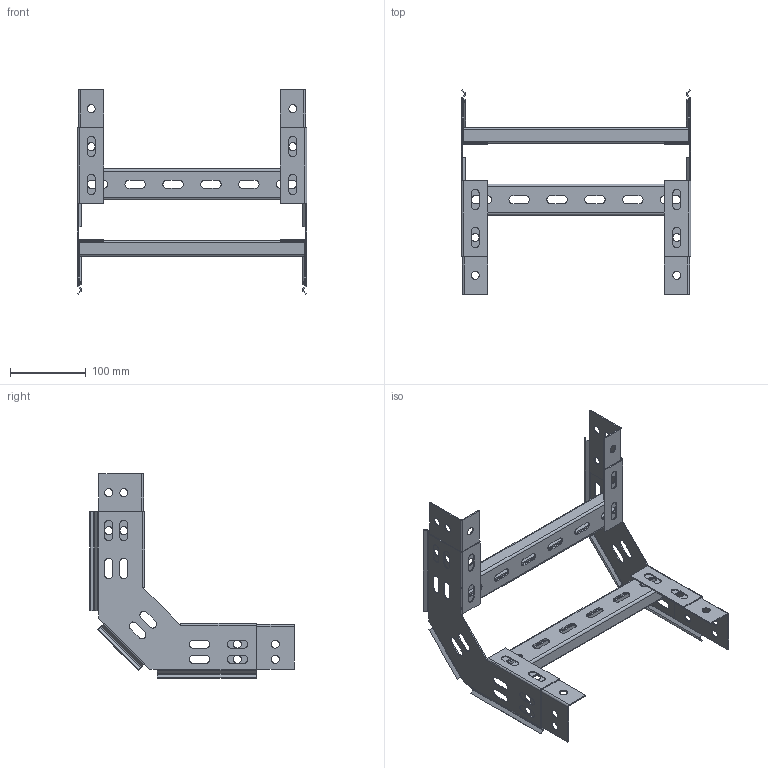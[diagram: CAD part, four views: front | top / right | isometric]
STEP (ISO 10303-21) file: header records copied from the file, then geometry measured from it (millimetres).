
FILE_DESCRIPTION (( 'STEP AP203' ), '1' );
FILE_NAME ('Ñïóñê 90 300 ìì.STEP', '2025-05-20T13:12:39', ( '' ), ( '' ), 'SwSTEP 2.0', 'SolidWorks 2022', '' );
FILE_SCHEMA (( 'CONFIG_CONTROL_DESIGN' ));
Length unit declared in the file: millimetre
Products named in the file (4): Соединитель Н50; Спуск 90 300 мм; Стенка 90 вниз; С-профиль стальной 300мм
Assembly tree (8 placements, depth 2):
  Спуск 90 300 мм
    Стенка 90 вниз  x2
    С-профиль стальной 300мм  x2
    Соединитель Н50  x4
Bounding box: 303 x 270 x 270 mm (x, y, z)
Volume: 255256.9 mm3; surface area: 314526.2 mm2
Topology: 8 solids, 8 shells, 552 faces, 1352 edges, 816 vertices
Faces by surface type: plane 336, cylinder 216
Entity records: 7902 total; most frequent: DIRECTION 1322, CARTESIAN_POINT 1241, ORIENTED_EDGE 1224, EDGE_CURVE 612, AXIS2_PLACEMENT_3D 449, VECTOR 424, LINE 424, VERTEX_POINT 368
